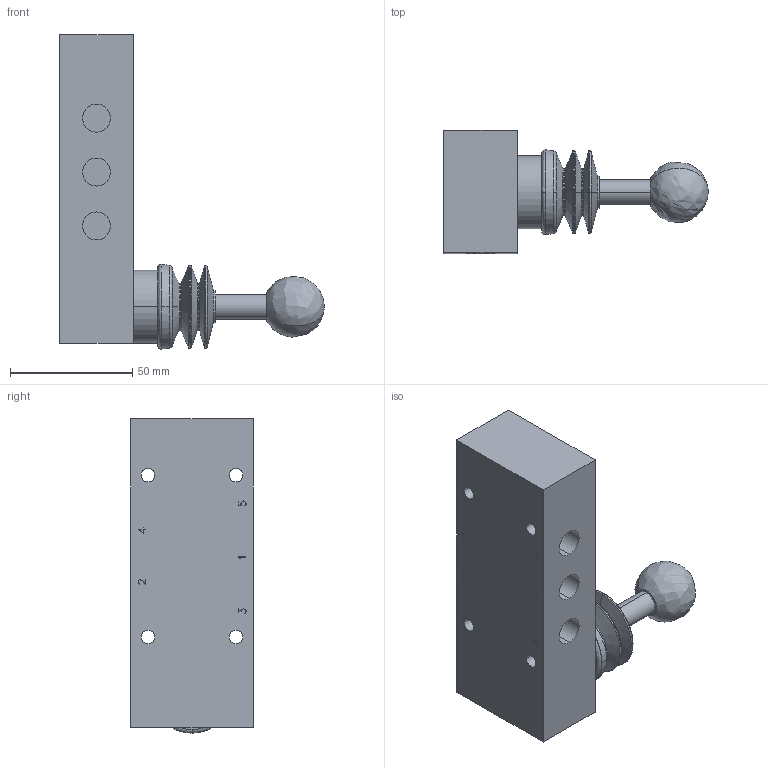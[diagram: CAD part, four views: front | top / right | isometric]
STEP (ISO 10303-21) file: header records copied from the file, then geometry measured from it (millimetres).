
FILE_DESCRIPTION (( 'STEP AP203' ), '1' );
FILE_NAME ('HF-14-530-Airtec.step', '2006-10-17T15:26:30', ( 'Gustaf Hederström' ), ( 'Cevican AB' ), 'SwSTEP 2.0', 'SolidWorks 2002308', '' );
FILE_SCHEMA (( 'CONFIG_CONTROL_DESIGN' ));
Length unit declared in the file: millimetre
Products named in the file (1): HF-14-530-Airtec
Bounding box: 107.98 x 50 x 128.3 mm (x, y, z)
Volume: 212473.9 mm3; surface area: 34146.1 mm2
Topology: 1 solids, 1 shells, 322 faces, 871 edges, 567 vertices
Faces by surface type: plane 254, cylinder 32, bspline 24, cone 12
Entity records: 10592 total; most frequent: CARTESIAN_POINT 2411, ORIENTED_EDGE 1734, DIRECTION 1583, EDGE_CURVE 867, LINE 741, VECTOR 741, VERTEX_POINT 567, AXIS2_PLACEMENT_3D 421
